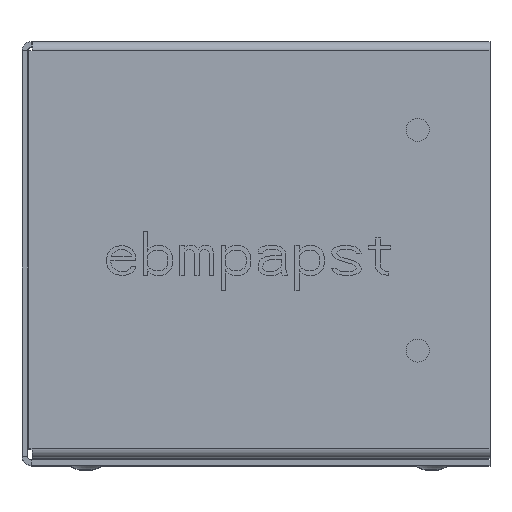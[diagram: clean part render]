
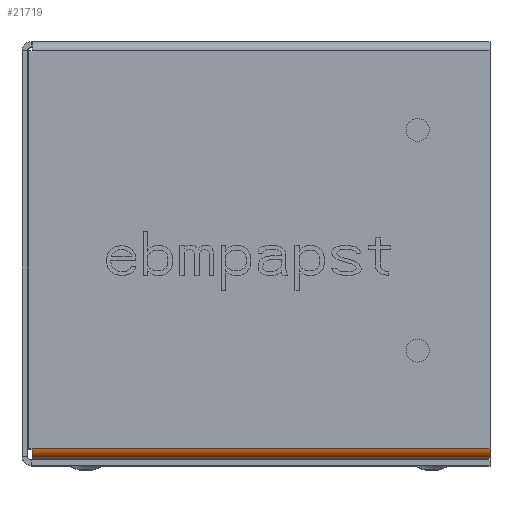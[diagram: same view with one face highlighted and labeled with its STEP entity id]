
A CAD part, top view. The second image highlights one B-rep face of the part: STEP entity #21719.
In plain terms, the highlighted cylindrical face has radius 1.321 mm (diameter 2.642 mm), a partial arc.
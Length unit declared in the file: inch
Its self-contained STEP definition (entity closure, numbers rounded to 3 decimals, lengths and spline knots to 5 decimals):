
#69=CYLINDRICAL_SURFACE($,#22942,0.052);
#331=CIRCLE($,#22943,0.052);
#332=CIRCLE($,#22944,0.052);
#441=FACE_OUTER_BOUND($,#1625,.T.);
#1625=EDGE_LOOP($,(#15097,#15098,#15099,#15100));
#3198=LINE($,#30729,#6248);
#3519=LINE($,#31382,#6569);
#6248=VECTOR($,#24759,2.593);
#6569=VECTOR($,#25100,2.593);
#9343=VERTEX_POINT($,#30727);
#9344=VERTEX_POINT($,#30728);
#9665=VERTEX_POINT($,#31378);
#9666=VERTEX_POINT($,#31380);
#11510=EDGE_CURVE($,#9343,#9344,#3198,.T.);
#11833=EDGE_CURVE($,#9343,#9665,#331,.T.);
#11834=EDGE_CURVE($,#9344,#9666,#332,.T.);
#11835=EDGE_CURVE($,#9665,#9666,#3519,.T.);
#15097=ORIENTED_EDGE($,*,*,#11833,.F.);
#15098=ORIENTED_EDGE($,*,*,#11510,.T.);
#15099=ORIENTED_EDGE($,*,*,#11834,.T.);
#15100=ORIENTED_EDGE($,*,*,#11835,.F.);
#21719=ADVANCED_FACE($,(#441),#69,.T.);
#22942=AXIS2_PLACEMENT_3D($,#31377,#25094,#25095);
#22943=AXIS2_PLACEMENT_3D($,#31379,#25096,#25097);
#22944=AXIS2_PLACEMENT_3D($,#31381,#25098,#25099);
#24759=DIRECTION($,(-1.,0.,0.));
#25094=DIRECTION('center_axis',(-1.,0.,0.));
#25095=DIRECTION('ref_axis',(0.,-1.,0.));
#25096=DIRECTION('center_axis',(1.,0.,0.));
#25097=DIRECTION('ref_axis',(0.,0.,1.));
#25098=DIRECTION('center_axis',(1.,0.,0.));
#25099=DIRECTION('ref_axis',(0.,0.,1.));
#25100=DIRECTION($,(-1.,0.,0.));
#30727=CARTESIAN_POINT('',(2.618,-1.106,1.2));
#30728=CARTESIAN_POINT('',(0.025,-1.106,1.2));
#30729=CARTESIAN_POINT($,(2.618,-1.106,1.2));
#31377=CARTESIAN_POINT('Origin',(2.618,-1.106,1.148));
#31378=CARTESIAN_POINT('',(2.618,-1.158,1.148));
#31379=CARTESIAN_POINT('Origin',(2.618,-1.106,1.148));
#31380=CARTESIAN_POINT('',(0.025,-1.158,1.148));
#31381=CARTESIAN_POINT('Origin',(0.025,-1.106,1.148));
#31382=CARTESIAN_POINT($,(2.618,-1.158,1.148));
